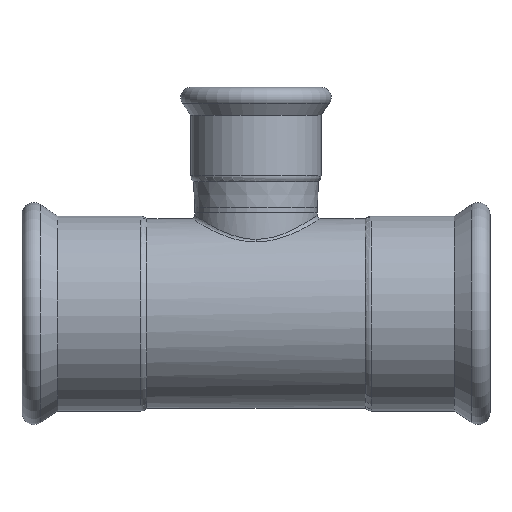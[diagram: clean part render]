
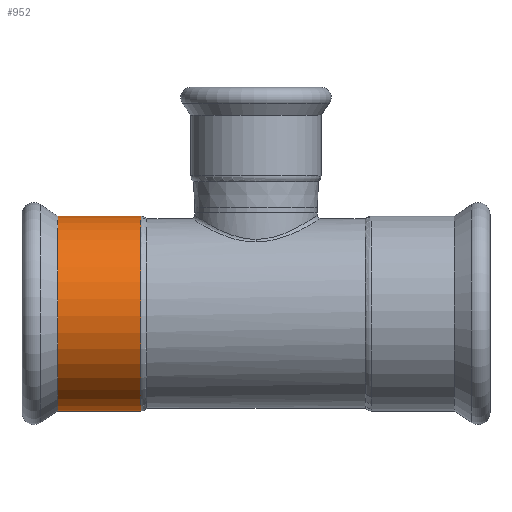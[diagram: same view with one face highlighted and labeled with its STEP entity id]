
A CAD part, front view. The second image highlights one B-rep face of the part: STEP entity #952.
In plain terms, the highlighted cylindrical face has radius 28.75 mm (diameter 57.5 mm), a full revolution.
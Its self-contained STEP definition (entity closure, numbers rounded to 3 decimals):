
#80=LINE('',#2634,#111);
#111=VECTOR('',#1223,28.75);
#139=CYLINDRICAL_SURFACE('',#1050,28.75);
#173=FACE_OUTER_BOUND('',#239,.T.);
#239=EDGE_LOOP('',(#647,#648,#649,#650));
#307=CIRCLE('',#1047,28.75);
#309=CIRCLE('',#1051,28.75);
#397=VERTEX_POINT('',#2626);
#399=VERTEX_POINT('',#2633);
#486=EDGE_CURVE('',#397,#397,#307,.T.);
#488=EDGE_CURVE('',#397,#399,#80,.T.);
#489=EDGE_CURVE('',#399,#399,#309,.T.);
#647=ORIENTED_EDGE('',*,*,#486,.F.);
#648=ORIENTED_EDGE('',*,*,#488,.T.);
#649=ORIENTED_EDGE('',*,*,#489,.T.);
#650=ORIENTED_EDGE('',*,*,#488,.F.);
#952=ADVANCED_FACE('',(#173),#139,.T.);
#1047=AXIS2_PLACEMENT_3D('',#2628,#1215,#1216);
#1050=AXIS2_PLACEMENT_3D('',#2632,#1221,#1222);
#1051=AXIS2_PLACEMENT_3D('',#2635,#1224,#1225);
#1215=DIRECTION('center_axis',(-1.,0.,0.));
#1216=DIRECTION('ref_axis',(0.,0.,-1.));
#1221=DIRECTION('center_axis',(-1.,0.,0.));
#1222=DIRECTION('ref_axis',(0.,0.878,-0.479));
#1223=DIRECTION('',(1.,0.,0.));
#1224=DIRECTION('center_axis',(-1.,0.,0.));
#1225=DIRECTION('ref_axis',(0.,0.,-1.));
#2626=CARTESIAN_POINT('',(-58.5,-25.23,13.783));
#2628=CARTESIAN_POINT('Origin',(-58.5,0.,0.));
#2632=CARTESIAN_POINT('Origin',(-32.225,0.,0.));
#2633=CARTESIAN_POINT('',(-34.,-25.23,13.783));
#2634=CARTESIAN_POINT('',(-32.225,-25.23,13.783));
#2635=CARTESIAN_POINT('Origin',(-34.,0.,0.));
